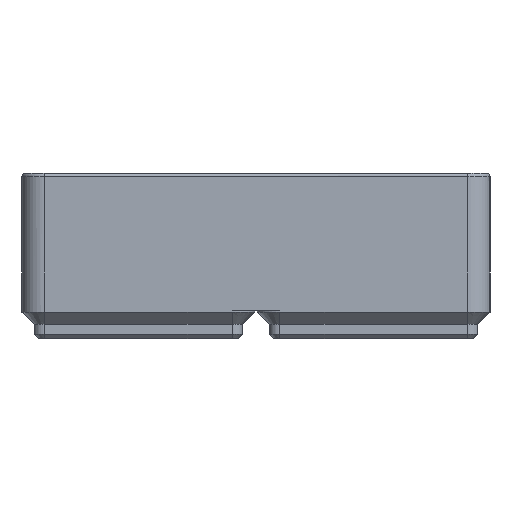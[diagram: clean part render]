
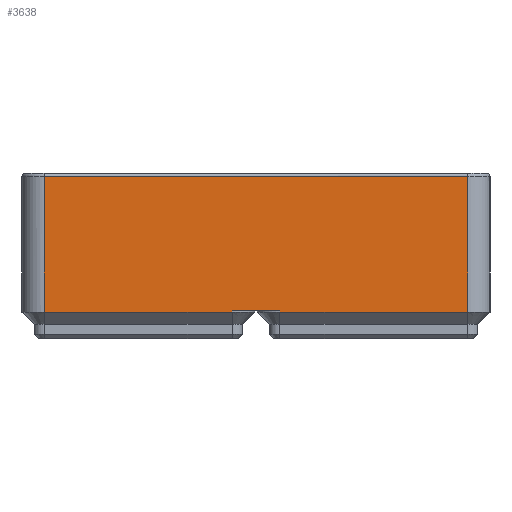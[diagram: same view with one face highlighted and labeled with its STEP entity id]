
A CAD part, left-side view. The second image highlights one B-rep face of the part: STEP entity #3638.
In plain terms, the highlighted planar face has unit normal (-1, 0, 0).
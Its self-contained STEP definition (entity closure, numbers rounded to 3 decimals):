
#44 = CYLINDRICAL_SURFACE('',#45,4.);
#45 = AXIS2_PLACEMENT_3D('',#46,#47,#48);
#46 = CARTESIAN_POINT('',(-100.75,-37.75,0.));
#47 = DIRECTION('',(-0.,0.,-1.));
#48 = DIRECTION('',(1.,0.,0.));
#184 = PLANE('',#185);
#185 = AXIS2_PLACEMENT_3D('',#186,#187,#188);
#186 = CARTESIAN_POINT('',(0.,0.,0.));
#187 = DIRECTION('',(0.,0.,1.));
#188 = DIRECTION('',(1.,0.,-0.));
#574 = EDGE_CURVE('',#575,#577,#579,.T.);
#575 = VERTEX_POINT('',#576);
#576 = CARTESIAN_POINT('',(-104.75,-37.75,23.948));
#577 = VERTEX_POINT('',#578);
#578 = CARTESIAN_POINT('',(-104.75,-37.75,-0.25));
#579 = SURFACE_CURVE('',#580,(#584,#591),.PCURVE_S1.);
#580 = LINE('',#581,#582);
#581 = CARTESIAN_POINT('',(-104.75,-37.75,23.948));
#582 = VECTOR('',#583,1.);
#583 = DIRECTION('',(0.,0.,-1.));
#584 = PCURVE('',#44,#585);
#585 = DEFINITIONAL_REPRESENTATION('',(#586),#590);
#586 = LINE('',#587,#588);
#587 = CARTESIAN_POINT('',(-3.142,-23.948));
#588 = VECTOR('',#589,1.);
#589 = DIRECTION('',(0.,1.));
#590 = ( GEOMETRIC_REPRESENTATION_CONTEXT(2) 
PARAMETRIC_REPRESENTATION_CONTEXT() REPRESENTATION_CONTEXT('2D SPACE',''
  ) );
#591 = PCURVE('',#592,#597);
#592 = PLANE('',#593);
#593 = AXIS2_PLACEMENT_3D('',#594,#595,#596);
#594 = CARTESIAN_POINT('',(-104.75,37.75,0.));
#595 = DIRECTION('',(1.,0.,-0.));
#596 = DIRECTION('',(0.,-1.,0.));
#597 = DEFINITIONAL_REPRESENTATION('',(#598),#602);
#598 = LINE('',#599,#600);
#599 = CARTESIAN_POINT('',(75.5,-23.948));
#600 = VECTOR('',#601,1.);
#601 = DIRECTION('',(0.,1.));
#602 = ( GEOMETRIC_REPRESENTATION_CONTEXT(2) 
PARAMETRIC_REPRESENTATION_CONTEXT() REPRESENTATION_CONTEXT('2D SPACE',''
  ) );
#2787 = VERTEX_POINT('',#2788);
#2788 = CARTESIAN_POINT('',(-104.75,4.25,0.));
#2803 = CYLINDRICAL_SURFACE('',#2804,4.);
#2804 = AXIS2_PLACEMENT_3D('',#2805,#2806,#2807);
#2805 = CARTESIAN_POINT('',(-100.75,4.25,0.));
#2806 = DIRECTION('',(0.,-0.,1.));
#2807 = DIRECTION('',(1.,0.,0.));
#2815 = EDGE_CURVE('',#2787,#2816,#2818,.T.);
#2816 = VERTEX_POINT('',#2817);
#2817 = CARTESIAN_POINT('',(-104.75,-4.25,0.));
#2818 = SURFACE_CURVE('',#2819,(#2823,#2830),.PCURVE_S1.);
#2819 = LINE('',#2820,#2821);
#2820 = CARTESIAN_POINT('',(-104.75,37.75,0.));
#2821 = VECTOR('',#2822,1.);
#2822 = DIRECTION('',(0.,-1.,-0.));
#2823 = PCURVE('',#184,#2824);
#2824 = DEFINITIONAL_REPRESENTATION('',(#2825),#2829);
#2825 = LINE('',#2826,#2827);
#2826 = CARTESIAN_POINT('',(-104.75,37.75));
#2827 = VECTOR('',#2828,1.);
#2828 = DIRECTION('',(0.,-1.));
#2829 = ( GEOMETRIC_REPRESENTATION_CONTEXT(2) 
PARAMETRIC_REPRESENTATION_CONTEXT() REPRESENTATION_CONTEXT('2D SPACE',''
  ) );
#2830 = PCURVE('',#592,#2831);
#2831 = DEFINITIONAL_REPRESENTATION('',(#2832),#2836);
#2832 = LINE('',#2833,#2834);
#2833 = CARTESIAN_POINT('',(0.,0.));
#2834 = VECTOR('',#2835,1.);
#2835 = DIRECTION('',(1.,0.));
#2836 = ( GEOMETRIC_REPRESENTATION_CONTEXT(2) 
PARAMETRIC_REPRESENTATION_CONTEXT() REPRESENTATION_CONTEXT('2D SPACE',''
  ) );
#2855 = CYLINDRICAL_SURFACE('',#2856,4.);
#2856 = AXIS2_PLACEMENT_3D('',#2857,#2858,#2859);
#2857 = CARTESIAN_POINT('',(-100.75,-4.25,0.));
#2858 = DIRECTION('',(0.,-0.,1.));
#2859 = DIRECTION('',(1.,0.,0.));
#3638 = ADVANCED_FACE('',(#3639),#592,.F.);
#3639 = FACE_BOUND('',#3640,.F.);
#3640 = EDGE_LOOP('',(#3641,#3671,#3697,#3698,#3726,#3747,#3748,#3771));
#3641 = ORIENTED_EDGE('',*,*,#3642,.F.);
#3642 = EDGE_CURVE('',#3643,#3645,#3647,.T.);
#3643 = VERTEX_POINT('',#3644);
#3644 = CARTESIAN_POINT('',(-104.75,37.75,23.948));
#3645 = VERTEX_POINT('',#3646);
#3646 = CARTESIAN_POINT('',(-104.75,37.75,-0.25));
#3647 = SURFACE_CURVE('',#3648,(#3652,#3659),.PCURVE_S1.);
#3648 = LINE('',#3649,#3650);
#3649 = CARTESIAN_POINT('',(-104.75,37.75,23.948));
#3650 = VECTOR('',#3651,1.);
#3651 = DIRECTION('',(0.,0.,-1.));
#3652 = PCURVE('',#592,#3653);
#3653 = DEFINITIONAL_REPRESENTATION('',(#3654),#3658);
#3654 = LINE('',#3655,#3656);
#3655 = CARTESIAN_POINT('',(0.,-23.948));
#3656 = VECTOR('',#3657,1.);
#3657 = DIRECTION('',(0.,1.));
#3658 = ( GEOMETRIC_REPRESENTATION_CONTEXT(2) 
PARAMETRIC_REPRESENTATION_CONTEXT() REPRESENTATION_CONTEXT('2D SPACE',''
  ) );
#3659 = PCURVE('',#3660,#3665);
#3660 = CYLINDRICAL_SURFACE('',#3661,4.);
#3661 = AXIS2_PLACEMENT_3D('',#3662,#3663,#3664);
#3662 = CARTESIAN_POINT('',(-100.75,37.75,0.));
#3663 = DIRECTION('',(-0.,0.,-1.));
#3664 = DIRECTION('',(1.,0.,0.));
#3665 = DEFINITIONAL_REPRESENTATION('',(#3666),#3670);
#3666 = LINE('',#3667,#3668);
#3667 = CARTESIAN_POINT('',(-3.142,-23.948));
#3668 = VECTOR('',#3669,1.);
#3669 = DIRECTION('',(0.,1.));
#3670 = ( GEOMETRIC_REPRESENTATION_CONTEXT(2) 
PARAMETRIC_REPRESENTATION_CONTEXT() REPRESENTATION_CONTEXT('2D SPACE',''
  ) );
#3671 = ORIENTED_EDGE('',*,*,#3672,.T.);
#3672 = EDGE_CURVE('',#3643,#575,#3673,.T.);
#3673 = SURFACE_CURVE('',#3674,(#3678,#3685),.PCURVE_S1.);
#3674 = LINE('',#3675,#3676);
#3675 = CARTESIAN_POINT('',(-104.75,37.75,23.948));
#3676 = VECTOR('',#3677,1.);
#3677 = DIRECTION('',(0.,-1.,0.));
#3678 = PCURVE('',#592,#3679);
#3679 = DEFINITIONAL_REPRESENTATION('',(#3680),#3684);
#3680 = LINE('',#3681,#3682);
#3681 = CARTESIAN_POINT('',(0.,-23.948));
#3682 = VECTOR('',#3683,1.);
#3683 = DIRECTION('',(1.,0.));
#3684 = ( GEOMETRIC_REPRESENTATION_CONTEXT(2) 
PARAMETRIC_REPRESENTATION_CONTEXT() REPRESENTATION_CONTEXT('2D SPACE',''
  ) );
#3685 = PCURVE('',#3686,#3691);
#3686 = CYLINDRICAL_SURFACE('',#3687,0.6);
#3687 = AXIS2_PLACEMENT_3D('',#3688,#3689,#3690);
#3688 = CARTESIAN_POINT('',(-104.15,37.75,23.948));
#3689 = DIRECTION('',(0.,-1.,0.));
#3690 = DIRECTION('',(0.707,0.,0.707));
#3691 = DEFINITIONAL_REPRESENTATION('',(#3692),#3696);
#3692 = LINE('',#3693,#3694);
#3693 = CARTESIAN_POINT('',(2.356,0.));
#3694 = VECTOR('',#3695,1.);
#3695 = DIRECTION('',(0.,1.));
#3696 = ( GEOMETRIC_REPRESENTATION_CONTEXT(2) 
PARAMETRIC_REPRESENTATION_CONTEXT() REPRESENTATION_CONTEXT('2D SPACE',''
  ) );
#3697 = ORIENTED_EDGE('',*,*,#574,.T.);
#3698 = ORIENTED_EDGE('',*,*,#3699,.F.);
#3699 = EDGE_CURVE('',#3700,#577,#3702,.T.);
#3700 = VERTEX_POINT('',#3701);
#3701 = CARTESIAN_POINT('',(-104.75,-4.25,-0.25));
#3702 = SURFACE_CURVE('',#3703,(#3707,#3714),.PCURVE_S1.);
#3703 = LINE('',#3704,#3705);
#3704 = CARTESIAN_POINT('',(-104.75,-4.25,-0.25));
#3705 = VECTOR('',#3706,1.);
#3706 = DIRECTION('',(-0.,-1.,-0.));
#3707 = PCURVE('',#592,#3708);
#3708 = DEFINITIONAL_REPRESENTATION('',(#3709),#3713);
#3709 = LINE('',#3710,#3711);
#3710 = CARTESIAN_POINT('',(42.,0.25));
#3711 = VECTOR('',#3712,1.);
#3712 = DIRECTION('',(1.,0.));
#3713 = ( GEOMETRIC_REPRESENTATION_CONTEXT(2) 
PARAMETRIC_REPRESENTATION_CONTEXT() REPRESENTATION_CONTEXT('2D SPACE',''
  ) );
#3714 = PCURVE('',#3715,#3720);
#3715 = PLANE('',#3716);
#3716 = AXIS2_PLACEMENT_3D('',#3717,#3718,#3719);
#3717 = CARTESIAN_POINT('',(-104.75,-4.25,-0.25));
#3718 = DIRECTION('',(-0.707,-0.,-0.707));
#3719 = DIRECTION('',(0.707,0.,-0.707
    ));
#3720 = DEFINITIONAL_REPRESENTATION('',(#3721),#3725);
#3721 = LINE('',#3722,#3723);
#3722 = CARTESIAN_POINT('',(0.,0.));
#3723 = VECTOR('',#3724,1.);
#3724 = DIRECTION('',(0.,1.));
#3725 = ( GEOMETRIC_REPRESENTATION_CONTEXT(2) 
PARAMETRIC_REPRESENTATION_CONTEXT() REPRESENTATION_CONTEXT('2D SPACE',''
  ) );
#3726 = ORIENTED_EDGE('',*,*,#3727,.T.);
#3727 = EDGE_CURVE('',#3700,#2816,#3728,.T.);
#3728 = SURFACE_CURVE('',#3729,(#3733,#3740),.PCURVE_S1.);
#3729 = LINE('',#3730,#3731);
#3730 = CARTESIAN_POINT('',(-104.75,-4.25,0.));
#3731 = VECTOR('',#3732,1.);
#3732 = DIRECTION('',(0.,-0.,1.));
#3733 = PCURVE('',#592,#3734);
#3734 = DEFINITIONAL_REPRESENTATION('',(#3735),#3739);
#3735 = LINE('',#3736,#3737);
#3736 = CARTESIAN_POINT('',(42.,0.));
#3737 = VECTOR('',#3738,1.);
#3738 = DIRECTION('',(0.,-1.));
#3739 = ( GEOMETRIC_REPRESENTATION_CONTEXT(2) 
PARAMETRIC_REPRESENTATION_CONTEXT() REPRESENTATION_CONTEXT('2D SPACE',''
  ) );
#3740 = PCURVE('',#2855,#3741);
#3741 = DEFINITIONAL_REPRESENTATION('',(#3742),#3746);
#3742 = LINE('',#3743,#3744);
#3743 = CARTESIAN_POINT('',(3.142,0.));
#3744 = VECTOR('',#3745,1.);
#3745 = DIRECTION('',(0.,1.));
#3746 = ( GEOMETRIC_REPRESENTATION_CONTEXT(2) 
PARAMETRIC_REPRESENTATION_CONTEXT() REPRESENTATION_CONTEXT('2D SPACE',''
  ) );
#3747 = ORIENTED_EDGE('',*,*,#2815,.F.);
#3748 = ORIENTED_EDGE('',*,*,#3749,.T.);
#3749 = EDGE_CURVE('',#2787,#3750,#3752,.T.);
#3750 = VERTEX_POINT('',#3751);
#3751 = CARTESIAN_POINT('',(-104.75,4.25,-0.25));
#3752 = SURFACE_CURVE('',#3753,(#3757,#3764),.PCURVE_S1.);
#3753 = LINE('',#3754,#3755);
#3754 = CARTESIAN_POINT('',(-104.75,4.25,0.));
#3755 = VECTOR('',#3756,1.);
#3756 = DIRECTION('',(0.,0.,-1.));
#3757 = PCURVE('',#592,#3758);
#3758 = DEFINITIONAL_REPRESENTATION('',(#3759),#3763);
#3759 = LINE('',#3760,#3761);
#3760 = CARTESIAN_POINT('',(33.5,0.));
#3761 = VECTOR('',#3762,1.);
#3762 = DIRECTION('',(0.,1.));
#3763 = ( GEOMETRIC_REPRESENTATION_CONTEXT(2) 
PARAMETRIC_REPRESENTATION_CONTEXT() REPRESENTATION_CONTEXT('2D SPACE',''
  ) );
#3764 = PCURVE('',#2803,#3765);
#3765 = DEFINITIONAL_REPRESENTATION('',(#3766),#3770);
#3766 = LINE('',#3767,#3768);
#3767 = CARTESIAN_POINT('',(3.142,0.));
#3768 = VECTOR('',#3769,1.);
#3769 = DIRECTION('',(-0.,-1.));
#3770 = ( GEOMETRIC_REPRESENTATION_CONTEXT(2) 
PARAMETRIC_REPRESENTATION_CONTEXT() REPRESENTATION_CONTEXT('2D SPACE',''
  ) );
#3771 = ORIENTED_EDGE('',*,*,#3772,.F.);
#3772 = EDGE_CURVE('',#3645,#3750,#3773,.T.);
#3773 = SURFACE_CURVE('',#3774,(#3778,#3785),.PCURVE_S1.);
#3774 = LINE('',#3775,#3776);
#3775 = CARTESIAN_POINT('',(-104.75,37.75,-0.25));
#3776 = VECTOR('',#3777,1.);
#3777 = DIRECTION('',(-0.,-1.,-0.));
#3778 = PCURVE('',#592,#3779);
#3779 = DEFINITIONAL_REPRESENTATION('',(#3780),#3784);
#3780 = LINE('',#3781,#3782);
#3781 = CARTESIAN_POINT('',(0.,0.25));
#3782 = VECTOR('',#3783,1.);
#3783 = DIRECTION('',(1.,0.));
#3784 = ( GEOMETRIC_REPRESENTATION_CONTEXT(2) 
PARAMETRIC_REPRESENTATION_CONTEXT() REPRESENTATION_CONTEXT('2D SPACE',''
  ) );
#3785 = PCURVE('',#3786,#3791);
#3786 = PLANE('',#3787);
#3787 = AXIS2_PLACEMENT_3D('',#3788,#3789,#3790);
#3788 = CARTESIAN_POINT('',(-104.75,37.75,-0.25));
#3789 = DIRECTION('',(-0.707,-0.,-0.707));
#3790 = DIRECTION('',(0.707,0.,-0.707
    ));
#3791 = DEFINITIONAL_REPRESENTATION('',(#3792),#3796);
#3792 = LINE('',#3793,#3794);
#3793 = CARTESIAN_POINT('',(0.,0.));
#3794 = VECTOR('',#3795,1.);
#3795 = DIRECTION('',(0.,1.));
#3796 = ( GEOMETRIC_REPRESENTATION_CONTEXT(2) 
PARAMETRIC_REPRESENTATION_CONTEXT() REPRESENTATION_CONTEXT('2D SPACE',''
  ) );
